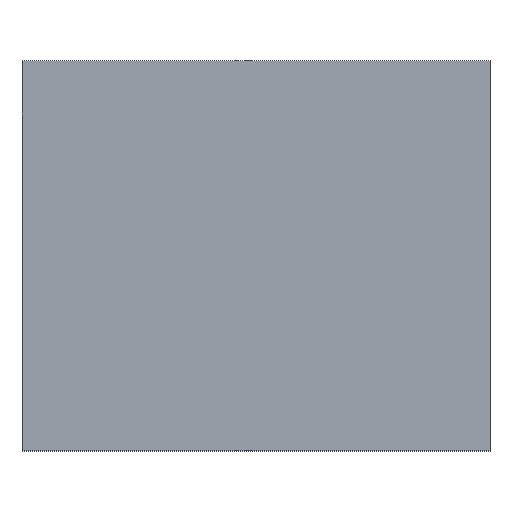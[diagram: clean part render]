
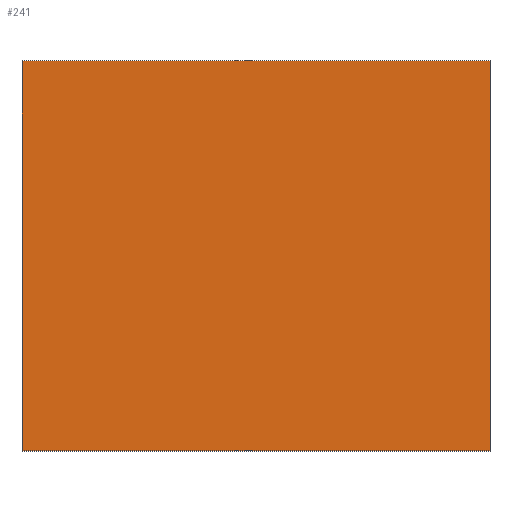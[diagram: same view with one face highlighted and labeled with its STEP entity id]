
A CAD part, top view. The second image highlights one B-rep face of the part: STEP entity #241.
In plain terms, the highlighted planar face has unit normal (0, 0, 1).
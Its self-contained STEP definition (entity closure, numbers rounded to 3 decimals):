
#29=FACE_OUTER_BOUND('',#43,.T.);
#43=EDGE_LOOP('',(#207,#208,#209,#210));
#65=LINE('',#378,#95);
#68=LINE('',#384,#98);
#71=LINE('',#390,#101);
#74=LINE('',#394,#104);
#95=VECTOR('',#312,10.);
#98=VECTOR('',#317,10.);
#101=VECTOR('',#322,10.);
#104=VECTOR('',#327,10.);
#119=VERTEX_POINT('',#375);
#120=VERTEX_POINT('',#377);
#122=VERTEX_POINT('',#383);
#124=VERTEX_POINT('',#389);
#145=EDGE_CURVE('',#120,#119,#65,.T.);
#148=EDGE_CURVE('',#122,#120,#68,.T.);
#151=EDGE_CURVE('',#124,#122,#71,.T.);
#154=EDGE_CURVE('',#119,#124,#74,.T.);
#207=ORIENTED_EDGE('',*,*,#154,.T.);
#208=ORIENTED_EDGE('',*,*,#151,.T.);
#209=ORIENTED_EDGE('',*,*,#148,.T.);
#210=ORIENTED_EDGE('',*,*,#145,.T.);
#227=PLANE('',#270);
#241=ADVANCED_FACE('',(#29),#227,.T.);
#270=AXIS2_PLACEMENT_3D('',#395,#328,#329);
#312=DIRECTION('',(0.,1.,0.));
#317=DIRECTION('',(1.,0.,0.));
#322=DIRECTION('',(0.,-1.,0.));
#327=DIRECTION('',(-1.,0.,0.));
#328=DIRECTION('center_axis',(0.,0.,1.));
#329=DIRECTION('ref_axis',(-1.,0.,0.));
#375=CARTESIAN_POINT('',(60.,50.,20.));
#377=CARTESIAN_POINT('',(60.,0.,20.));
#378=CARTESIAN_POINT('',(60.,0.,20.));
#383=CARTESIAN_POINT('',(0.,0.,20.));
#384=CARTESIAN_POINT('',(0.,0.,20.));
#389=CARTESIAN_POINT('',(0.,50.,20.));
#390=CARTESIAN_POINT('',(0.,50.,20.));
#394=CARTESIAN_POINT('',(60.,50.,20.));
#395=CARTESIAN_POINT('Origin',(30.,25.,20.));
